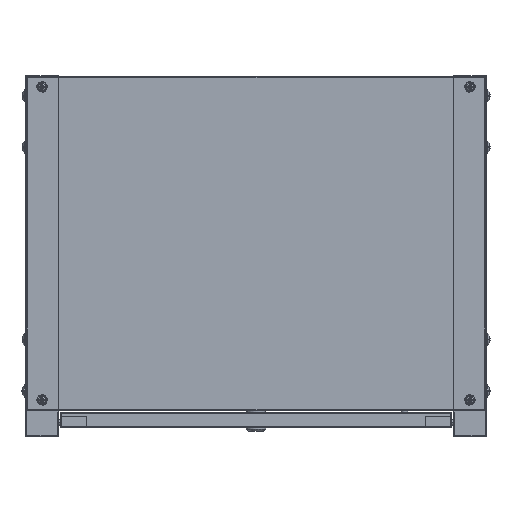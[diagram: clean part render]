
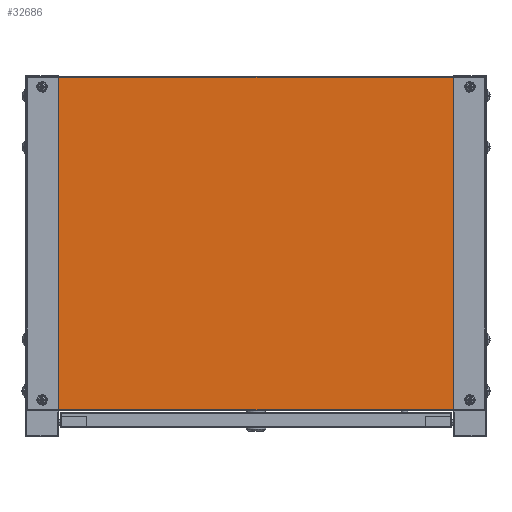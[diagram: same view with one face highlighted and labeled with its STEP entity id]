
A CAD part, left-side view. The second image highlights one B-rep face of the part: STEP entity #32686.
In plain terms, the highlighted face is planar.
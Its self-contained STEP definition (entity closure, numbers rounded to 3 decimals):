
#510 = ORIENTED_EDGE ( 'NONE', *, *, #37945, .F. ) ;
#1262 = VECTOR ( 'NONE', #10773, 1000. ) ;
#1950 = DIRECTION ( 'NONE',  ( 0., -1., 0. ) ) ;
#1953 = FACE_BOUND ( 'NONE', #43862, .T. ) ;
#2760 = LINE ( 'NONE', #26881, #47304 ) ;
#2789 = CIRCLE ( 'NONE', #5681, 1.7 ) ;
#2920 = EDGE_LOOP ( 'NONE', ( #510, #24743 ) ) ;
#3013 = VERTEX_POINT ( 'NONE', #19604 ) ;
#3338 = FACE_BOUND ( 'NONE', #2920, .T. ) ;
#4062 = FACE_BOUND ( 'NONE', #44358, .T. ) ;
#4708 = DIRECTION ( 'NONE',  ( 0., 0., 1. ) ) ;
#4803 = ORIENTED_EDGE ( 'NONE', *, *, #17978, .F. ) ;
#5681 = AXIS2_PLACEMENT_3D ( 'NONE', #38004, #46359, #15280 ) ;
#6626 = CARTESIAN_POINT ( 'NONE',  ( -151.75, 0., -209.2 ) ) ;
#6854 = VERTEX_POINT ( 'NONE', #40468 ) ;
#7186 = VECTOR ( 'NONE', #45866, 1000. ) ;
#7384 = DIRECTION ( 'NONE',  ( 0., 0., -1. ) ) ;
#8189 = CIRCLE ( 'NONE', #35102, 1.7 ) ;
#8685 = VECTOR ( 'NONE', #20462, 1000. ) ;
#9732 = VERTEX_POINT ( 'NONE', #27658 ) ;
#9854 = EDGE_CURVE ( 'NONE', #29580, #19761, #49328, .T. ) ;
#10160 = ORIENTED_EDGE ( 'NONE', *, *, #16231, .F. ) ;
#10733 = DIRECTION ( 'NONE',  ( 0., -1., 0. ) ) ;
#10773 = DIRECTION ( 'NONE',  ( 0., 0., -1. ) ) ;
#11439 = PLANE ( 'NONE',  #42267 ) ;
#12031 = AXIS2_PLACEMENT_3D ( 'NONE', #46297, #1950, #33467 ) ;
#13425 = EDGE_CURVE ( 'NONE', #19761, #3013, #51720, .T. ) ;
#13624 = ORIENTED_EDGE ( 'NONE', *, *, #9854, .F. ) ;
#14167 = CARTESIAN_POINT ( 'NONE',  ( 161.75, 0., -222.5 ) ) ;
#14333 = AXIS2_PLACEMENT_3D ( 'NONE', #19670, #54868, #45538 ) ;
#15280 = DIRECTION ( 'NONE',  ( 0., 0., 1. ) ) ;
#15497 = CARTESIAN_POINT ( 'NONE',  ( -161.75, 0., 222.5 ) ) ;
#15887 = CIRCLE ( 'NONE', #29115, 1.7 ) ;
#15928 = FACE_BOUND ( 'NONE', #28731, .T. ) ;
#16231 = EDGE_CURVE ( 'NONE', #45100, #34006, #20168, .T. ) ;
#16351 = VERTEX_POINT ( 'NONE', #39892 ) ;
#16790 = ORIENTED_EDGE ( 'NONE', *, *, #13425, .F. ) ;
#16934 = EDGE_CURVE ( 'NONE', #3013, #34593, #2760, .T. ) ;
#17344 = DIRECTION ( 'NONE',  ( 0., -1., 0. ) ) ;
#17440 = CARTESIAN_POINT ( 'NONE',  ( 161.75, 0., 222.5 ) ) ;
#17924 = CARTESIAN_POINT ( 'NONE',  ( 151.75, 0., -209.2 ) ) ;
#17978 = EDGE_CURVE ( 'NONE', #34006, #45100, #56910, .T. ) ;
#18039 = CARTESIAN_POINT ( 'NONE',  ( 151.75, 0., 207.5 ) ) ;
#18457 = ORIENTED_EDGE ( 'NONE', *, *, #31798, .F. ) ;
#19604 = CARTESIAN_POINT ( 'NONE',  ( -161.75, 0., -222.5 ) ) ;
#19670 = CARTESIAN_POINT ( 'NONE',  ( 151.75, 0., -207.5 ) ) ;
#19761 = VERTEX_POINT ( 'NONE', #14167 ) ;
#20168 = CIRCLE ( 'NONE', #50761, 1.7 ) ;
#20462 = DIRECTION ( 'NONE',  ( 1., 0., 0. ) ) ;
#21388 = CARTESIAN_POINT ( 'NONE',  ( -151.75, 0., 207.5 ) ) ;
#21441 = EDGE_LOOP ( 'NONE', ( #23944, #16790, #13624, #25904 ) ) ;
#22113 = DIRECTION ( 'NONE',  ( 0., -1., 0. ) ) ;
#23944 = ORIENTED_EDGE ( 'NONE', *, *, #16934, .F. ) ;
#24743 = ORIENTED_EDGE ( 'NONE', *, *, #47888, .F. ) ;
#25904 = ORIENTED_EDGE ( 'NONE', *, *, #49549, .F. ) ;
#26535 = ORIENTED_EDGE ( 'NONE', *, *, #47587, .F. ) ;
#26881 = CARTESIAN_POINT ( 'NONE',  ( -161.75, 0., -222.5 ) ) ;
#26959 = CIRCLE ( 'NONE', #35701, 1.7 ) ;
#27627 = DIRECTION ( 'NONE',  ( 0., 0., 1. ) ) ;
#27658 = CARTESIAN_POINT ( 'NONE',  ( 151.75, 0., -205.8 ) ) ;
#28525 = ORIENTED_EDGE ( 'NONE', *, *, #32310, .F. ) ;
#28731 = EDGE_LOOP ( 'NONE', ( #28525, #34200 ) ) ;
#29115 = AXIS2_PLACEMENT_3D ( 'NONE', #41860, #10733, #27627 ) ;
#29505 = DIRECTION ( 'NONE',  ( 0., -1., 0. ) ) ;
#29580 = VERTEX_POINT ( 'NONE', #17440 ) ;
#30537 = CARTESIAN_POINT ( 'NONE',  ( 151.75, 0., 207.5 ) ) ;
#30819 = CARTESIAN_POINT ( 'NONE',  ( 151.75, 0., 209.2 ) ) ;
#30999 = AXIS2_PLACEMENT_3D ( 'NONE', #18039, #22113, #35940 ) ;
#31173 = CIRCLE ( 'NONE', #12031, 1.7 ) ;
#31659 = LINE ( 'NONE', #33116, #8685 ) ;
#31798 = EDGE_CURVE ( 'NONE', #36217, #16351, #2789, .T. ) ;
#32310 = EDGE_CURVE ( 'NONE', #55209, #9732, #36131, .T. ) ;
#32686 = ADVANCED_FACE ( 'NONE', ( #3338, #1953, #4062, #15928, #50012 ), #11439, .T. ) ;
#32775 = CARTESIAN_POINT ( 'NONE',  ( -151.75, 0., 209.2 ) ) ;
#32922 = CARTESIAN_POINT ( 'NONE',  ( 161.75, 0., -222.5 ) ) ;
#33116 = CARTESIAN_POINT ( 'NONE',  ( 161.75, 0., 222.5 ) ) ;
#33467 = DIRECTION ( 'NONE',  ( 0., 0., -1. ) ) ;
#34006 = VERTEX_POINT ( 'NONE', #43670 ) ;
#34031 = DIRECTION ( 'NONE',  ( 0., -1., 0. ) ) ;
#34200 = ORIENTED_EDGE ( 'NONE', *, *, #47724, .F. ) ;
#34593 = VERTEX_POINT ( 'NONE', #15497 ) ;
#35102 = AXIS2_PLACEMENT_3D ( 'NONE', #21388, #34031, #7384 ) ;
#35701 = AXIS2_PLACEMENT_3D ( 'NONE', #48680, #44591, #44785 ) ;
#35940 = DIRECTION ( 'NONE',  ( 0., 0., 1. ) ) ;
#36131 = CIRCLE ( 'NONE', #14333, 1.7 ) ;
#36217 = VERTEX_POINT ( 'NONE', #6626 ) ;
#36738 = CARTESIAN_POINT ( 'NONE',  ( 161.75, 0., -222.5 ) ) ;
#37945 = EDGE_CURVE ( 'NONE', #6854, #52961, #26959, .T. ) ;
#38004 = CARTESIAN_POINT ( 'NONE',  ( -151.75, 0., -207.5 ) ) ;
#39892 = CARTESIAN_POINT ( 'NONE',  ( -151.75, 0., -205.8 ) ) ;
#40468 = CARTESIAN_POINT ( 'NONE',  ( -151.75, 0., 205.8 ) ) ;
#41860 = CARTESIAN_POINT ( 'NONE',  ( -151.75, 0., -207.5 ) ) ;
#42267 = AXIS2_PLACEMENT_3D ( 'NONE', #56338, #29505, #47588 ) ;
#43670 = CARTESIAN_POINT ( 'NONE',  ( 151.75, 0., 205.8 ) ) ;
#43862 = EDGE_LOOP ( 'NONE', ( #18457, #26535 ) ) ;
#44358 = EDGE_LOOP ( 'NONE', ( #4803, #10160 ) ) ;
#44591 = DIRECTION ( 'NONE',  ( 0., -1., 0. ) ) ;
#44785 = DIRECTION ( 'NONE',  ( 0., 0., -1. ) ) ;
#45100 = VERTEX_POINT ( 'NONE', #30819 ) ;
#45538 = DIRECTION ( 'NONE',  ( 0., 0., -1. ) ) ;
#45866 = DIRECTION ( 'NONE',  ( -1., 0., 0. ) ) ;
#46297 = CARTESIAN_POINT ( 'NONE',  ( 151.75, 0., -207.5 ) ) ;
#46359 = DIRECTION ( 'NONE',  ( 0., -1., 0. ) ) ;
#47304 = VECTOR ( 'NONE', #4708, 1000. ) ;
#47587 = EDGE_CURVE ( 'NONE', #16351, #36217, #15887, .T. ) ;
#47588 = DIRECTION ( 'NONE',  ( 0., 0., -1. ) ) ;
#47724 = EDGE_CURVE ( 'NONE', #9732, #55209, #31173, .T. ) ;
#47888 = EDGE_CURVE ( 'NONE', #52961, #6854, #8189, .T. ) ;
#48440 = DIRECTION ( 'NONE',  ( 0., 0., 1. ) ) ;
#48680 = CARTESIAN_POINT ( 'NONE',  ( -151.75, 0., 207.5 ) ) ;
#49328 = LINE ( 'NONE', #32922, #1262 ) ;
#49549 = EDGE_CURVE ( 'NONE', #34593, #29580, #31659, .T. ) ;
#50012 = FACE_OUTER_BOUND ( 'NONE', #21441, .T. ) ;
#50761 = AXIS2_PLACEMENT_3D ( 'NONE', #30537, #17344, #48440 ) ;
#51720 = LINE ( 'NONE', #36738, #7186 ) ;
#52961 = VERTEX_POINT ( 'NONE', #32775 ) ;
#54868 = DIRECTION ( 'NONE',  ( 0., -1., 0. ) ) ;
#55209 = VERTEX_POINT ( 'NONE', #17924 ) ;
#56338 = CARTESIAN_POINT ( 'NONE',  ( 0., 0., 0. ) ) ;
#56910 = CIRCLE ( 'NONE', #30999, 1.7 ) ;
